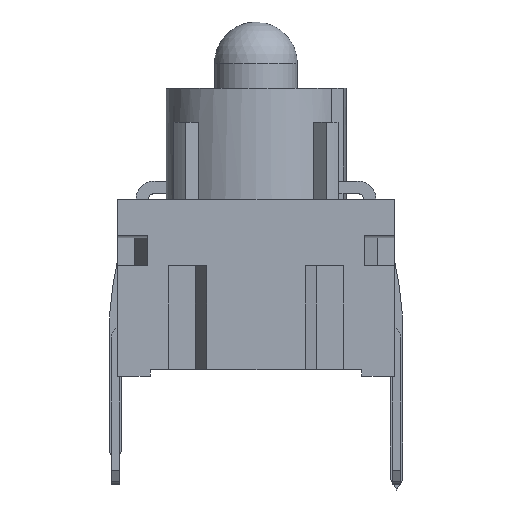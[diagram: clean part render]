
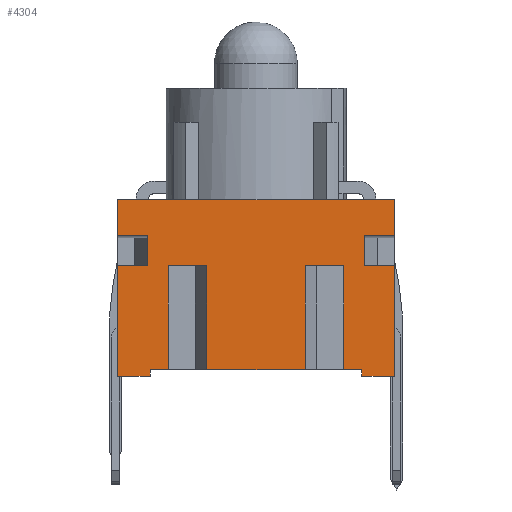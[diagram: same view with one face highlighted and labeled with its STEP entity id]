
A CAD part, front view. The second image highlights one B-rep face of the part: STEP entity #4304.
In plain terms, the highlighted planar face has unit normal (0, -1, 0).
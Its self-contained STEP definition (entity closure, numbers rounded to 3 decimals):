
#235=LINE('',#6264,#738);
#303=LINE('',#6421,#806);
#476=LINE('',#6922,#979);
#480=LINE('',#6929,#983);
#481=LINE('',#6931,#984);
#487=LINE('',#6945,#990);
#491=LINE('',#6952,#994);
#492=LINE('',#6954,#995);
#493=LINE('',#6956,#996);
#494=LINE('',#6958,#997);
#495=LINE('',#6960,#998);
#496=LINE('',#6961,#999);
#497=LINE('',#6963,#1000);
#498=LINE('',#6965,#1001);
#499=LINE('',#6967,#1002);
#500=LINE('',#6969,#1003);
#501=LINE('',#6971,#1004);
#502=LINE('',#6973,#1005);
#503=LINE('',#6975,#1006);
#504=LINE('',#6977,#1007);
#505=LINE('',#6978,#1008);
#506=LINE('',#6980,#1009);
#507=LINE('',#6982,#1010);
#508=LINE('',#6983,#1011);
#738=VECTOR('',#4991,4.);
#806=VECTOR('',#5133,4.);
#979=VECTOR('',#5612,3.75);
#983=VECTOR('',#5618,3.75);
#984=VECTOR('',#5621,1.38);
#990=VECTOR('',#5631,3.75);
#994=VECTOR('',#5637,3.75);
#995=VECTOR('',#5640,1.38);
#996=VECTOR('',#5643,3.572);
#997=VECTOR('',#5644,0.654);
#998=VECTOR('',#5645,0.25);
#999=VECTOR('',#5646,1.18);
#1000=VECTOR('',#5647,1.1);
#1001=VECTOR('',#5648,1.086);
#1002=VECTOR('',#5649,1.1);
#1003=VECTOR('',#5650,1.294);
#1004=VECTOR('',#5651,10.);
#1005=VECTOR('',#5652,1.294);
#1006=VECTOR('',#5653,1.1);
#1007=VECTOR('',#5654,1.086);
#1008=VECTOR('',#5655,1.1);
#1009=VECTOR('',#5656,1.18);
#1010=VECTOR('',#5657,0.25);
#1011=VECTOR('',#5658,0.654);
#1266=FACE_OUTER_BOUND('',#1490,.T.);
#1490=EDGE_LOOP('',(#3590,#3591,#3592,#3593,#3594,#3595,#3596,#3597,#3598,
#3599,#3600,#3601,#3602,#3603,#3604,#3605,#3606,#3607,#3608,#3609,#3610,
#3611,#3612,#3613));
#1798=VERTEX_POINT('',#6261);
#1799=VERTEX_POINT('',#6263);
#1850=VERTEX_POINT('',#6418);
#1851=VERTEX_POINT('',#6420);
#2013=VERTEX_POINT('',#6919);
#2014=VERTEX_POINT('',#6921);
#2015=VERTEX_POINT('',#6925);
#2016=VERTEX_POINT('',#6927);
#2021=VERTEX_POINT('',#6942);
#2022=VERTEX_POINT('',#6944);
#2023=VERTEX_POINT('',#6948);
#2024=VERTEX_POINT('',#6950);
#2025=VERTEX_POINT('',#6957);
#2026=VERTEX_POINT('',#6959);
#2027=VERTEX_POINT('',#6962);
#2028=VERTEX_POINT('',#6964);
#2029=VERTEX_POINT('',#6966);
#2030=VERTEX_POINT('',#6968);
#2031=VERTEX_POINT('',#6970);
#2032=VERTEX_POINT('',#6972);
#2033=VERTEX_POINT('',#6974);
#2034=VERTEX_POINT('',#6976);
#2035=VERTEX_POINT('',#6979);
#2036=VERTEX_POINT('',#6981);
#2243=EDGE_CURVE('',#1799,#1798,#235,.T.);
#2323=EDGE_CURVE('',#1850,#1851,#303,.T.);
#2570=EDGE_CURVE('',#2014,#2013,#476,.T.);
#2574=EDGE_CURVE('',#2015,#2016,#480,.T.);
#2575=EDGE_CURVE('',#2013,#2015,#481,.T.);
#2581=EDGE_CURVE('',#2022,#2021,#487,.T.);
#2585=EDGE_CURVE('',#2023,#2024,#491,.T.);
#2586=EDGE_CURVE('',#2021,#2023,#492,.T.);
#2587=EDGE_CURVE('',#2016,#2022,#493,.T.);
#2588=EDGE_CURVE('',#2024,#2025,#494,.T.);
#2589=EDGE_CURVE('',#2025,#2026,#495,.T.);
#2590=EDGE_CURVE('',#1799,#2026,#496,.T.);
#2591=EDGE_CURVE('',#1798,#2027,#497,.T.);
#2592=EDGE_CURVE('',#2027,#2028,#498,.T.);
#2593=EDGE_CURVE('',#2028,#2029,#499,.T.);
#2594=EDGE_CURVE('',#2029,#2030,#500,.T.);
#2595=EDGE_CURVE('',#2030,#2031,#501,.T.);
#2596=EDGE_CURVE('',#2032,#2031,#502,.T.);
#2597=EDGE_CURVE('',#2032,#2033,#503,.T.);
#2598=EDGE_CURVE('',#2033,#2034,#504,.T.);
#2599=EDGE_CURVE('',#2034,#1851,#505,.T.);
#2600=EDGE_CURVE('',#2035,#1850,#506,.T.);
#2601=EDGE_CURVE('',#2035,#2036,#507,.T.);
#2602=EDGE_CURVE('',#2036,#2014,#508,.T.);
#3590=ORIENTED_EDGE('',*,*,#2570,.T.);
#3591=ORIENTED_EDGE('',*,*,#2575,.T.);
#3592=ORIENTED_EDGE('',*,*,#2574,.T.);
#3593=ORIENTED_EDGE('',*,*,#2587,.T.);
#3594=ORIENTED_EDGE('',*,*,#2581,.T.);
#3595=ORIENTED_EDGE('',*,*,#2586,.T.);
#3596=ORIENTED_EDGE('',*,*,#2585,.T.);
#3597=ORIENTED_EDGE('',*,*,#2588,.T.);
#3598=ORIENTED_EDGE('',*,*,#2589,.T.);
#3599=ORIENTED_EDGE('',*,*,#2590,.F.);
#3600=ORIENTED_EDGE('',*,*,#2243,.T.);
#3601=ORIENTED_EDGE('',*,*,#2591,.T.);
#3602=ORIENTED_EDGE('',*,*,#2592,.T.);
#3603=ORIENTED_EDGE('',*,*,#2593,.T.);
#3604=ORIENTED_EDGE('',*,*,#2594,.T.);
#3605=ORIENTED_EDGE('',*,*,#2595,.T.);
#3606=ORIENTED_EDGE('',*,*,#2596,.F.);
#3607=ORIENTED_EDGE('',*,*,#2597,.T.);
#3608=ORIENTED_EDGE('',*,*,#2598,.T.);
#3609=ORIENTED_EDGE('',*,*,#2599,.T.);
#3610=ORIENTED_EDGE('',*,*,#2323,.F.);
#3611=ORIENTED_EDGE('',*,*,#2600,.F.);
#3612=ORIENTED_EDGE('',*,*,#2601,.T.);
#3613=ORIENTED_EDGE('',*,*,#2602,.T.);
#4092=PLANE('',#4650);
#4304=ADVANCED_FACE('',(#1266),#4092,.T.);
#4650=AXIS2_PLACEMENT_3D('',#6955,#5641,#5642);
#4991=DIRECTION('',(0.,0.,1.));
#5133=DIRECTION('',(0.,0.,1.));
#5612=DIRECTION('',(0.,0.,1.));
#5618=DIRECTION('',(0.,0.,-1.));
#5621=DIRECTION('',(1.,0.,0.));
#5631=DIRECTION('',(0.,0.,1.));
#5637=DIRECTION('',(0.,0.,-1.));
#5640=DIRECTION('',(1.,0.,0.));
#5641=DIRECTION('center_axis',(0.,-1.,0.));
#5642=DIRECTION('ref_axis',(0.,0.,-1.));
#5643=DIRECTION('',(1.,0.,0.));
#5644=DIRECTION('',(1.,0.,0.));
#5645=DIRECTION('',(0.,0.,-1.));
#5646=DIRECTION('',(-1.,0.,0.));
#5647=DIRECTION('',(-1.,0.,0.));
#5648=DIRECTION('',(0.,0.,1.));
#5649=DIRECTION('',(1.,0.,0.));
#5650=DIRECTION('',(0.,0.,1.));
#5651=DIRECTION('',(-1.,0.,0.));
#5652=DIRECTION('',(0.,0.,1.));
#5653=DIRECTION('',(1.,0.,0.));
#5654=DIRECTION('',(0.,0.,-1.));
#5655=DIRECTION('',(-1.,0.,0.));
#5656=DIRECTION('',(-1.,0.,0.));
#5657=DIRECTION('',(0.,0.,1.));
#5658=DIRECTION('',(1.,0.,0.));
#6261=CARTESIAN_POINT('',(5.,-5.,4.));
#6263=CARTESIAN_POINT('',(5.,-5.,0.));
#6264=CARTESIAN_POINT('',(5.,-5.,0.));
#6418=CARTESIAN_POINT('',(-5.,-5.,0.));
#6420=CARTESIAN_POINT('',(-5.,-5.,4.));
#6421=CARTESIAN_POINT('',(-5.,-5.,0.));
#6919=CARTESIAN_POINT('',(-3.166,-5.,4.));
#6921=CARTESIAN_POINT('',(-3.166,-5.,0.25));
#6922=CARTESIAN_POINT('',(-3.166,-5.,0.25));
#6925=CARTESIAN_POINT('',(-1.786,-5.,4.));
#6927=CARTESIAN_POINT('',(-1.786,-5.,0.25));
#6929=CARTESIAN_POINT('',(-1.786,-5.,4.));
#6931=CARTESIAN_POINT('',(-3.166,-5.,4.));
#6942=CARTESIAN_POINT('',(1.786,-5.,4.));
#6944=CARTESIAN_POINT('',(1.786,-5.,0.25));
#6945=CARTESIAN_POINT('',(1.786,-5.,0.25));
#6948=CARTESIAN_POINT('',(3.166,-5.,4.));
#6950=CARTESIAN_POINT('',(3.166,-5.,0.25));
#6952=CARTESIAN_POINT('',(3.166,-5.,4.));
#6954=CARTESIAN_POINT('',(1.786,-5.,4.));
#6955=CARTESIAN_POINT('Origin',(5.,-5.,0.));
#6956=CARTESIAN_POINT('',(-1.786,-5.,0.25));
#6957=CARTESIAN_POINT('',(3.82,-5.,0.25));
#6958=CARTESIAN_POINT('',(3.166,-5.,0.25));
#6959=CARTESIAN_POINT('',(3.82,-5.,0.));
#6960=CARTESIAN_POINT('',(3.82,-5.,0.25));
#6961=CARTESIAN_POINT('',(5.,-5.,0.));
#6962=CARTESIAN_POINT('',(3.9,-5.,4.));
#6963=CARTESIAN_POINT('',(5.,-5.,4.));
#6964=CARTESIAN_POINT('',(3.9,-5.,5.086));
#6965=CARTESIAN_POINT('',(3.9,-5.,4.));
#6966=CARTESIAN_POINT('',(5.,-5.,5.086));
#6967=CARTESIAN_POINT('',(3.9,-5.,5.086));
#6968=CARTESIAN_POINT('',(5.,-5.,6.38));
#6969=CARTESIAN_POINT('',(5.,-5.,5.086));
#6970=CARTESIAN_POINT('',(-5.,-5.,6.38));
#6971=CARTESIAN_POINT('',(5.,-5.,6.38));
#6972=CARTESIAN_POINT('',(-5.,-5.,5.086));
#6973=CARTESIAN_POINT('',(-5.,-5.,5.086));
#6974=CARTESIAN_POINT('',(-3.9,-5.,5.086));
#6975=CARTESIAN_POINT('',(-5.,-5.,5.086));
#6976=CARTESIAN_POINT('',(-3.9,-5.,4.));
#6977=CARTESIAN_POINT('',(-3.9,-5.,5.086));
#6978=CARTESIAN_POINT('',(-3.9,-5.,4.));
#6979=CARTESIAN_POINT('',(-3.82,-5.,0.));
#6980=CARTESIAN_POINT('',(-3.82,-5.,0.));
#6981=CARTESIAN_POINT('',(-3.82,-5.,0.25));
#6982=CARTESIAN_POINT('',(-3.82,-5.,0.));
#6983=CARTESIAN_POINT('',(-3.82,-5.,0.25));
